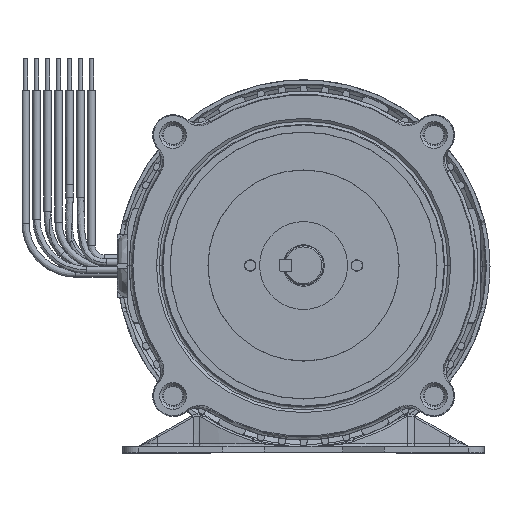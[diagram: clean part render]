
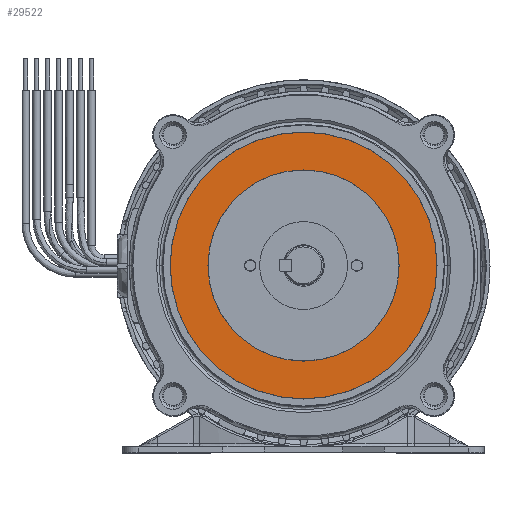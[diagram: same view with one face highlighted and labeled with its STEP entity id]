
A CAD part, top view. The second image highlights one B-rep face of the part: STEP entity #29522.
In plain terms, the highlighted face is planar.
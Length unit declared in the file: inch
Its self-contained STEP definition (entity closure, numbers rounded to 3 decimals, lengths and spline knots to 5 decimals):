
#172 = AXIS2_PLACEMENT_3D ( 'NONE', #11215, #27674, #43897 ) ;
#799 = VERTEX_POINT ( 'NONE', #33798 ) ;
#1910 = AXIS2_PLACEMENT_3D ( 'NONE', #51485, #22833, #11214 ) ;
#2509 = VERTEX_POINT ( 'NONE', #41794 ) ;
#2995 = CARTESIAN_POINT ( 'NONE',  ( 1.52166, 0., 0.095 ) ) ;
#4975 = DIRECTION ( 'NONE',  ( 0., 1., 0. ) ) ;
#6561 = AXIS2_PLACEMENT_3D ( 'NONE', #36396, #13014, #16381 ) ;
#9551 = CARTESIAN_POINT ( 'NONE',  ( 0., 0., 0.095 ) ) ;
#10639 = CIRCLE ( 'NONE', #51464, 2.12334 ) ;
#11214 = DIRECTION ( 'NONE',  ( 1., 0., 0. ) ) ;
#11215 = CARTESIAN_POINT ( 'NONE',  ( 0., 2.56334, 0.095 ) ) ;
#12180 = EDGE_CURVE ( 'NONE', #799, #40404, #37819, .T. ) ;
#13014 = DIRECTION ( 'NONE',  ( 0., 0., -1. ) ) ;
#14209 = EDGE_LOOP ( 'NONE', ( #28989, #34344 ) ) ;
#16284 = FACE_BOUND ( 'NONE', #30670, .T. ) ;
#16367 = ORIENTED_EDGE ( 'NONE', *, *, #22121, .F. ) ;
#16381 = DIRECTION ( 'NONE',  ( 1., 0., 0. ) ) ;
#16801 = CARTESIAN_POINT ( 'NONE',  ( 0., 0., 0.095 ) ) ;
#22121 = EDGE_CURVE ( 'NONE', #2509, #23542, #23999, .T. ) ;
#22831 = CIRCLE ( 'NONE', #6561, 1.52166 ) ;
#22833 = DIRECTION ( 'NONE',  ( 0., 0., -1. ) ) ;
#23542 = VERTEX_POINT ( 'NONE', #2995 ) ;
#23999 = CIRCLE ( 'NONE', #1910, 1.52166 ) ;
#25116 = AXIS2_PLACEMENT_3D ( 'NONE', #16801, #32902, #4975 ) ;
#25659 = EDGE_CURVE ( 'NONE', #23542, #2509, #22831, .T. ) ;
#27674 = DIRECTION ( 'NONE',  ( 0., 0., 1. ) ) ;
#28989 = ORIENTED_EDGE ( 'NONE', *, *, #12180, .T. ) ;
#29522 = ADVANCED_FACE ( 'NONE', ( #16284, #47269 ), #51835, .F. ) ;
#30670 = EDGE_LOOP ( 'NONE', ( #32053, #16367 ) ) ;
#32053 = ORIENTED_EDGE ( 'NONE', *, *, #25659, .F. ) ;
#32902 = DIRECTION ( 'NONE',  ( 0., 0., -1. ) ) ;
#33798 = CARTESIAN_POINT ( 'NONE',  ( 0., 2.12334, 0.095 ) ) ;
#34344 = ORIENTED_EDGE ( 'NONE', *, *, #47141, .T. ) ;
#36396 = CARTESIAN_POINT ( 'NONE',  ( 0., 0., 0.095 ) ) ;
#37819 = CIRCLE ( 'NONE', #25116, 2.12334 ) ;
#40404 = VERTEX_POINT ( 'NONE', #43667 ) ;
#41794 = CARTESIAN_POINT ( 'NONE',  ( -1.52166, 0., 0.095 ) ) ;
#43667 = CARTESIAN_POINT ( 'NONE',  ( 0., -2.12334, 0.095 ) ) ;
#43897 = DIRECTION ( 'NONE',  ( 1., 0., 0. ) ) ;
#45273 = DIRECTION ( 'NONE',  ( 0., 0., -1. ) ) ;
#47141 = EDGE_CURVE ( 'NONE', #40404, #799, #10639, .T. ) ;
#47269 = FACE_OUTER_BOUND ( 'NONE', #14209, .T. ) ;
#49655 = DIRECTION ( 'NONE',  ( 0., 1., 0. ) ) ;
#51464 = AXIS2_PLACEMENT_3D ( 'NONE', #9551, #45273, #49655 ) ;
#51485 = CARTESIAN_POINT ( 'NONE',  ( 0., 0., 0.095 ) ) ;
#51835 = PLANE ( 'NONE',  #172 ) ;
